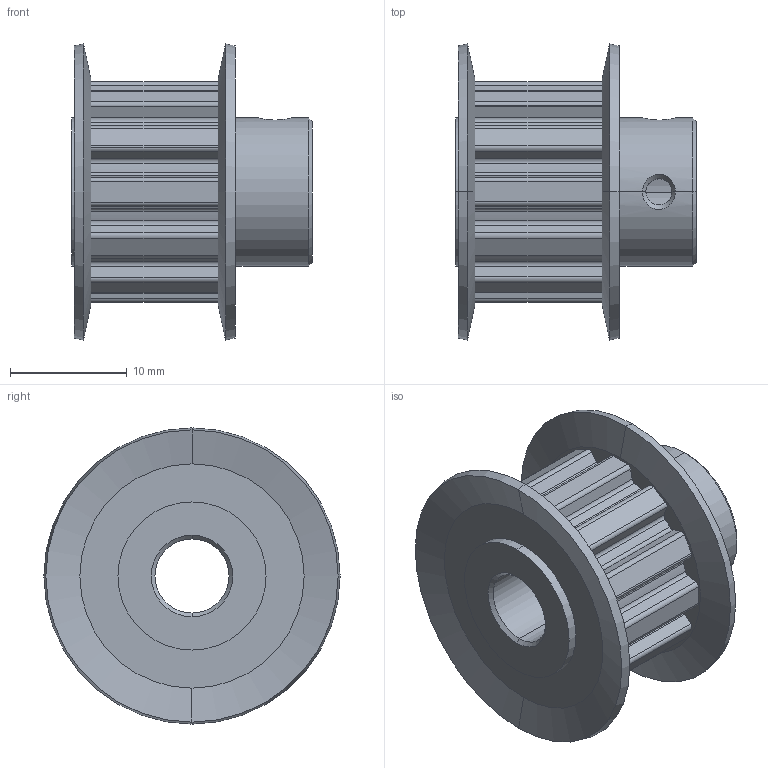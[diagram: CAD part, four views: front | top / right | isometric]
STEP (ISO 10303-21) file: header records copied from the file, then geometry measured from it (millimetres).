
FILE_DESCRIPTION (( 'STEP AP214' ), '1' );
FILE_NAME ('APB12XL037BF-250.step', '2015-04-08T21:01:17', ( '' ), ( '' ), 'SwSTEP 2.0', 'SolidWorks 2014', '' );
FILE_SCHEMA (( 'AUTOMOTIVE_DESIGN' ));
Length unit declared in the file: inch
Products named in the file (1): APB12XL037BF-250
Bounding box: 20.65 x 25.4 x 25.4 mm (x, y, z)
Volume: 3887.6 mm3; surface area: 3175.8 mm2
Topology: 1 solids, 1 shells, 142 faces, 395 edges, 257 vertices
Faces by surface type: cylinder 78, plane 42, cone 18, bspline 4
Entity records: 6832 total; most frequent: CARTESIAN_POINT 3028, DIRECTION 824, ORIENTED_EDGE 790, EDGE_CURVE 395, AXIS2_PLACEMENT_3D 309, VERTEX_POINT 257, LINE 206, VECTOR 206
